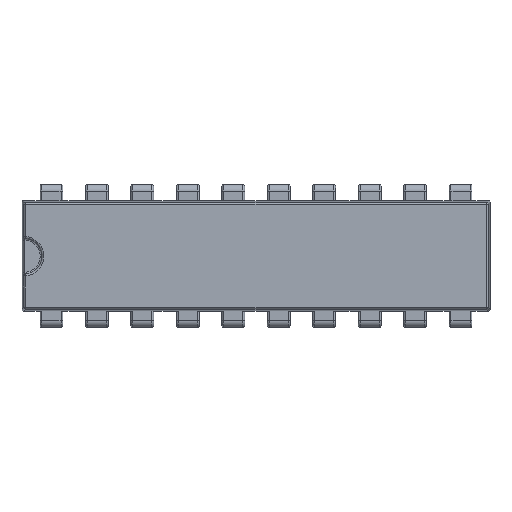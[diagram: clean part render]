
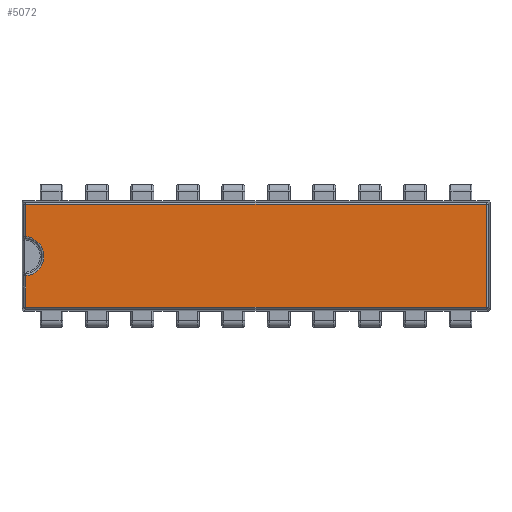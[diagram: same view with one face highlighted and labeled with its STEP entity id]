
A CAD part, top view. The second image highlights one B-rep face of the part: STEP entity #5072.
In plain terms, the highlighted planar face has unit normal (0, 0, 1).
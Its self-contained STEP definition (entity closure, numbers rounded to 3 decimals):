
#227=PLANE('',#5586);
#443=FACE_OUTER_BOUND('',#725,.T.);
#725=EDGE_LOOP('',(#4038,#4039,#4040,#4041,#4042,#4043));
#1281=LINE('',#8903,#1757);
#1282=LINE('',#8907,#1758);
#1283=LINE('',#8909,#1759);
#1284=LINE('',#8911,#1760);
#1285=LINE('',#8912,#1761);
#1757=VECTOR('',#6861,10.);
#1758=VECTOR('',#6866,10.);
#1759=VECTOR('',#6867,10.);
#1760=VECTOR('',#6868,10.);
#1761=VECTOR('',#6869,10.);
#1962=CIRCLE('',#5576,1.1);
#2423=VERTEX_POINT('',#8859);
#2424=VERTEX_POINT('',#8861);
#2430=VERTEX_POINT('',#8902);
#2431=VERTEX_POINT('',#8906);
#2432=VERTEX_POINT('',#8908);
#2433=VERTEX_POINT('',#8910);
#3059=EDGE_CURVE('',#2424,#2423,#1962,.T.);
#3069=EDGE_CURVE('',#2423,#2430,#1281,.T.);
#3071=EDGE_CURVE('',#2431,#2424,#1282,.T.);
#3072=EDGE_CURVE('',#2432,#2431,#1283,.T.);
#3073=EDGE_CURVE('',#2433,#2432,#1284,.T.);
#3074=EDGE_CURVE('',#2430,#2433,#1285,.T.);
#4038=ORIENTED_EDGE('',*,*,#3059,.F.);
#4039=ORIENTED_EDGE('',*,*,#3071,.F.);
#4040=ORIENTED_EDGE('',*,*,#3072,.F.);
#4041=ORIENTED_EDGE('',*,*,#3073,.F.);
#4042=ORIENTED_EDGE('',*,*,#3074,.F.);
#4043=ORIENTED_EDGE('',*,*,#3069,.F.);
#5072=ADVANCED_FACE('',(#443),#227,.T.);
#5576=AXIS2_PLACEMENT_3D('',#8863,#6838,#6839);
#5586=AXIS2_PLACEMENT_3D('',#8905,#6864,#6865);
#6838=DIRECTION('center_axis',(0.,0.,1.));
#6839=DIRECTION('ref_axis',(1.,0.,0.));
#6861=DIRECTION('',(0.,1.,0.));
#6864=DIRECTION('center_axis',(0.,0.,1.));
#6865=DIRECTION('ref_axis',(1.,0.,0.));
#6866=DIRECTION('',(0.,1.,0.));
#6867=DIRECTION('',(-1.,0.,0.));
#6868=DIRECTION('',(0.,-1.,0.));
#6869=DIRECTION('',(1.,0.,0.));
#8859=CARTESIAN_POINT('',(-0.79,5.169,3.35));
#8861=CARTESIAN_POINT('',(-0.79,2.977,3.35));
#8863=CARTESIAN_POINT('Origin',(-0.883,4.073,3.35));
#8902=CARTESIAN_POINT('',(-0.79,6.97,3.35));
#8903=CARTESIAN_POINT('',(-0.79,4.863,3.35));
#8905=CARTESIAN_POINT('Origin',(12.075,4.09,3.35));
#8906=CARTESIAN_POINT('',(-0.79,1.21,3.35));
#8907=CARTESIAN_POINT('',(-0.79,4.863,3.35));
#8908=CARTESIAN_POINT('',(24.94,1.21,3.35));
#8909=CARTESIAN_POINT('',(8.806,1.21,3.35));
#8910=CARTESIAN_POINT('',(24.94,6.97,3.35));
#8911=CARTESIAN_POINT('',(24.94,3.318,3.35));
#8912=CARTESIAN_POINT('',(15.344,6.97,3.35));
